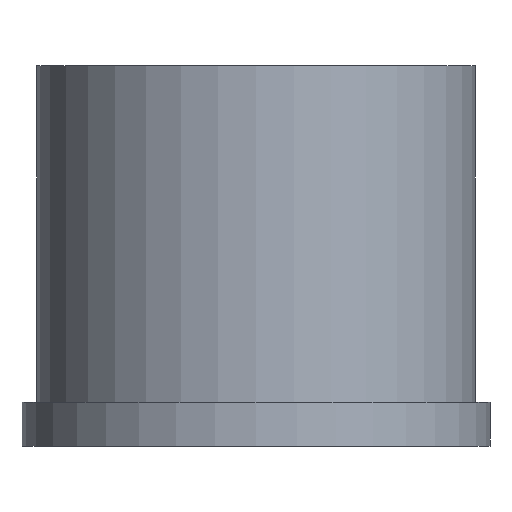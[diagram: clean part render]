
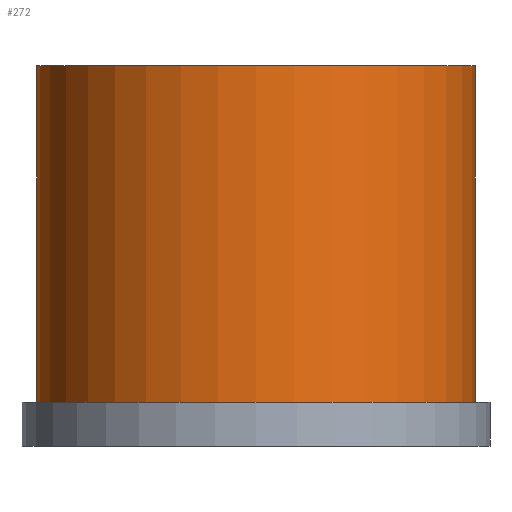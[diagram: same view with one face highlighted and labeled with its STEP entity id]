
A CAD part, front view. The second image highlights one B-rep face of the part: STEP entity #272.
In plain terms, the highlighted cylindrical face has radius 15 mm (diameter 30 mm), a partial arc.
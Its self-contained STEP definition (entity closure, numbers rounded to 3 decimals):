
#24 = DIRECTION ( 'NONE',  ( 0., 0., -1. ) ) ;
#89 = CARTESIAN_POINT ( 'NONE',  ( -15., 0., 23. ) ) ;
#94 = FACE_OUTER_BOUND ( 'NONE', #274, .T. ) ;
#97 = CARTESIAN_POINT ( 'NONE',  ( 15., 0., 0. ) ) ;
#104 = DIRECTION ( 'NONE',  ( 0., 0., -1. ) ) ;
#109 = VERTEX_POINT ( 'NONE', #97 ) ;
#116 = EDGE_CURVE ( 'NONE', #660, #241, #664, .T. ) ;
#140 = EDGE_CURVE ( 'NONE', #660, #269, #633, .T. ) ;
#150 = DIRECTION ( 'NONE',  ( -1., 0., 0. ) ) ;
#151 = AXIS2_PLACEMENT_3D ( 'NONE', #313, #627, #257 ) ;
#171 = DIRECTION ( 'NONE',  ( -1., 0., 0. ) ) ;
#189 = CARTESIAN_POINT ( 'NONE',  ( -15., 0., 20. ) ) ;
#199 = LINE ( 'NONE', #345, #620 ) ;
#204 = CARTESIAN_POINT ( 'NONE',  ( 0., 0., 0. ) ) ;
#217 = EDGE_CURVE ( 'NONE', #109, #241, #455, .T. ) ;
#237 = DIRECTION ( 'NONE',  ( 0., 0., -1. ) ) ;
#241 = VERTEX_POINT ( 'NONE', #273 ) ;
#257 = DIRECTION ( 'NONE',  ( 1., 0., 0. ) ) ;
#269 = VERTEX_POINT ( 'NONE', #533 ) ;
#272 = ADVANCED_FACE ( 'NONE', ( #94 ), #489, .T. ) ;
#273 = CARTESIAN_POINT ( 'NONE',  ( -15., 0., 0. ) ) ;
#274 = EDGE_LOOP ( 'NONE', ( #281, #477, #361, #410 ) ) ;
#281 = ORIENTED_EDGE ( 'NONE', *, *, #654, .F. ) ;
#313 = CARTESIAN_POINT ( 'NONE',  ( 0., 0., 23. ) ) ;
#331 = CARTESIAN_POINT ( 'NONE',  ( 0., 0., 20. ) ) ;
#345 = CARTESIAN_POINT ( 'NONE',  ( 15., 0., 20. ) ) ;
#361 = ORIENTED_EDGE ( 'NONE', *, *, #116, .T. ) ;
#410 = ORIENTED_EDGE ( 'NONE', *, *, #217, .F. ) ;
#432 = AXIS2_PLACEMENT_3D ( 'NONE', #204, #513, #150 ) ;
#455 = CIRCLE ( 'NONE', #432, 15. ) ;
#477 = ORIENTED_EDGE ( 'NONE', *, *, #140, .F. ) ;
#489 = CYLINDRICAL_SURFACE ( 'NONE', #648, 15. ) ;
#513 = DIRECTION ( 'NONE',  ( 0., 0., -1. ) ) ;
#518 = VECTOR ( 'NONE', #104, 1000. ) ;
#533 = CARTESIAN_POINT ( 'NONE',  ( 15., 0., 23. ) ) ;
#620 = VECTOR ( 'NONE', #237, 1000. ) ;
#627 = DIRECTION ( 'NONE',  ( 0., 0., 1. ) ) ;
#633 = CIRCLE ( 'NONE', #151, 15. ) ;
#648 = AXIS2_PLACEMENT_3D ( 'NONE', #331, #24, #171 ) ;
#654 = EDGE_CURVE ( 'NONE', #269, #109, #199, .T. ) ;
#660 = VERTEX_POINT ( 'NONE', #89 ) ;
#664 = LINE ( 'NONE', #189, #518 ) ;
